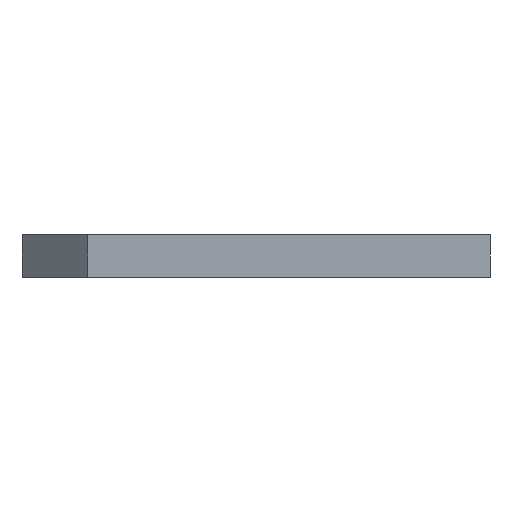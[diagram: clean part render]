
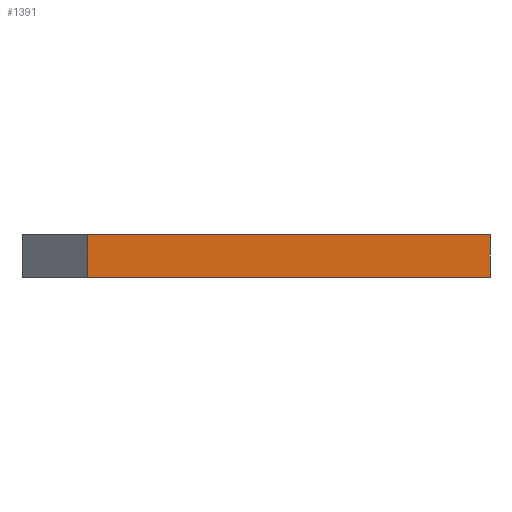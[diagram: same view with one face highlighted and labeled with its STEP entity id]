
A CAD part, front view. The second image highlights one B-rep face of the part: STEP entity #1391.
In plain terms, the highlighted planar face has unit normal (0, -1, 0).
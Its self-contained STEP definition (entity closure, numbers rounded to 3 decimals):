
#5 = LINE ( 'NONE', #318, #1749 ) ;
#26 = CARTESIAN_POINT ( 'NONE',  ( 17., -102., 2.5 ) ) ;
#62 = CARTESIAN_POINT ( 'NONE',  ( 17., -102., 0. ) ) ;
#75 = ORIENTED_EDGE ( 'NONE', *, *, #212, .T. ) ;
#212 = EDGE_CURVE ( 'NONE', #2025, #596, #2188, .T. ) ;
#257 = EDGE_CURVE ( 'NONE', #1944, #337, #617, .T. ) ;
#277 = CARTESIAN_POINT ( 'NONE',  ( 17., -102., 0. ) ) ;
#318 = CARTESIAN_POINT ( 'NONE',  ( 121.25, -102., 11.1 ) ) ;
#337 = VERTEX_POINT ( 'NONE', #752 ) ;
#419 = DIRECTION ( 'NONE',  ( 0., 1., 0. ) ) ;
#593 = PLANE ( 'NONE',  #1787 ) ;
#596 = VERTEX_POINT ( 'NONE', #277 ) ;
#617 = LINE ( 'NONE', #941, #2306 ) ;
#646 = FACE_OUTER_BOUND ( 'NONE', #1295, .T. ) ;
#694 = EDGE_CURVE ( 'NONE', #2025, #1944, #5, .T. ) ;
#707 = VECTOR ( 'NONE', #1722, 1000. ) ;
#752 = CARTESIAN_POINT ( 'NONE',  ( 121.25, -102., 0. ) ) ;
#801 = DIRECTION ( 'NONE',  ( 1., 0., 0. ) ) ;
#921 = DIRECTION ( 'NONE',  ( 0., 0., -1. ) ) ;
#941 = CARTESIAN_POINT ( 'NONE',  ( 121.25, -102., 2.5 ) ) ;
#1064 = CARTESIAN_POINT ( 'NONE',  ( 121.25, -102., 11.1 ) ) ;
#1161 = ORIENTED_EDGE ( 'NONE', *, *, #257, .F. ) ;
#1199 = ORIENTED_EDGE ( 'NONE', *, *, #694, .F. ) ;
#1295 = EDGE_LOOP ( 'NONE', ( #2289, #1161, #1199, #75 ) ) ;
#1321 = LINE ( 'NONE', #62, #1681 ) ;
#1391 = ADVANCED_FACE ( 'NONE', ( #646 ), #593, .F. ) ;
#1551 = CARTESIAN_POINT ( 'NONE',  ( 17., -102., 2.5 ) ) ;
#1562 = DIRECTION ( 'NONE',  ( 0., 0., 1. ) ) ;
#1681 = VECTOR ( 'NONE', #801, 1000. ) ;
#1722 = DIRECTION ( 'NONE',  ( 0., 0., -1. ) ) ;
#1749 = VECTOR ( 'NONE', #2231, 1000. ) ;
#1787 = AXIS2_PLACEMENT_3D ( 'NONE', #1551, #419, #1562 ) ;
#1944 = VERTEX_POINT ( 'NONE', #1064 ) ;
#2025 = VERTEX_POINT ( 'NONE', #2061 ) ;
#2061 = CARTESIAN_POINT ( 'NONE',  ( 17., -102., 11.1 ) ) ;
#2188 = LINE ( 'NONE', #26, #707 ) ;
#2231 = DIRECTION ( 'NONE',  ( 1., 0., 0. ) ) ;
#2254 = EDGE_CURVE ( 'NONE', #596, #337, #1321, .T. ) ;
#2289 = ORIENTED_EDGE ( 'NONE', *, *, #2254, .T. ) ;
#2306 = VECTOR ( 'NONE', #921, 1000. ) ;
